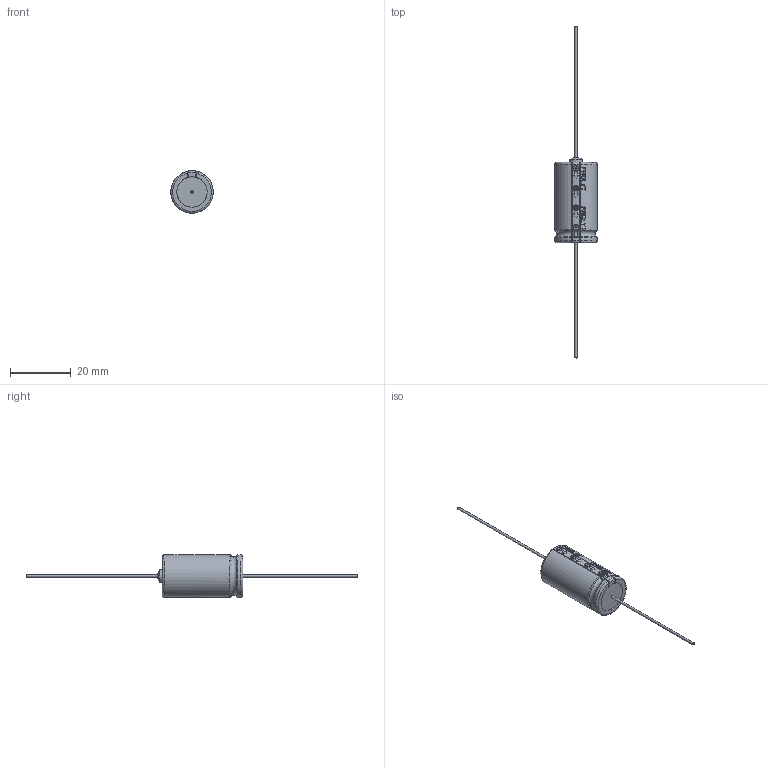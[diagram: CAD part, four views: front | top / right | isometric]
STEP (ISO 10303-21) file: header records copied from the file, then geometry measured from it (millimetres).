
FILE_DESCRIPTION(/* description */ (''),/* implementation_level */ '2;1');
FILE_NAME(/* name */ 'Elko axial 14_0x25_5 isoliert',/* time_stamp */ '2021-03-15T11:44:53+01:00',/* author */ ('Ronny Barwisch'),/* organization */ ('Frolyt Sondermaschinenbau'),/* preprocessor_version */ 'ST-DEVELOPER v16.7',/* originating_system */ 'DEX',/* authorisation */ $);
FILE_SCHEMA (('CONFIG_CONTROL_DESIGN'));
Length unit declared in the file: millimetre
Products named in the file (1): Elko axial 14_0x25_5 isoliert
Bounding box: 14 x 109.5 x 14 mm (x, y, z)
Volume: 4068.8 mm3; surface area: 1698.8 mm2
Topology: 2 solids, 2 shells, 315 faces, 739 edges, 461 vertices
Faces by surface type: plane 148, bspline 84, cylinder 51, torus 29, cone 3
Full cylindrical faces by diameter (mm): 0.8 x2, 4 x1, 10 x2
Entity records: 14065 total; most frequent: CARTESIAN_POINT 5159, ORIENTED_EDGE 1452, DIRECTION 1186, EDGE_CURVE 726, VERTEX_POINT 458, AXIS2_PLACEMENT_3D 410, LINE 366, VECTOR 366
